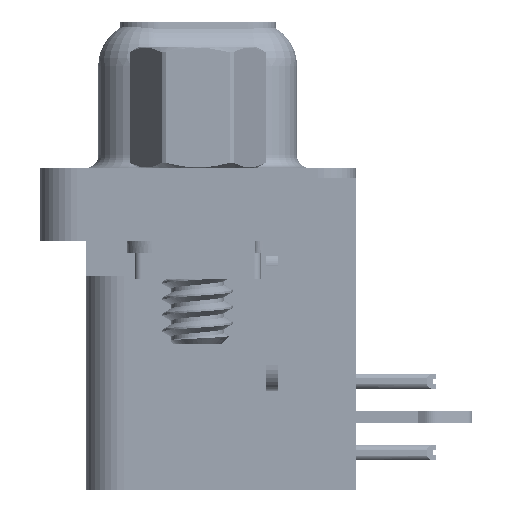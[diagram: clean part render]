
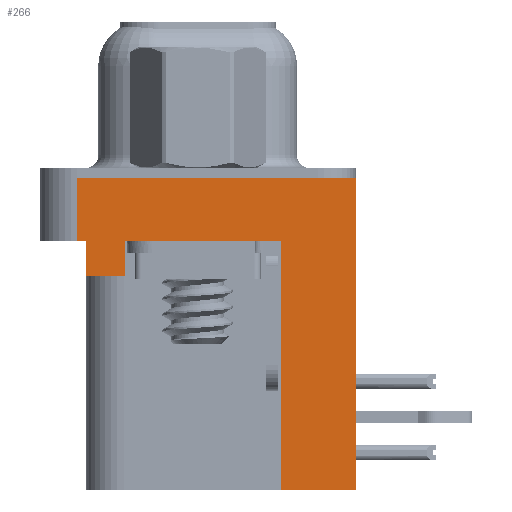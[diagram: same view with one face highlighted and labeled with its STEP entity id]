
A CAD part, left-side view. The second image highlights one B-rep face of the part: STEP entity #266.
In plain terms, the highlighted planar face has unit normal (-1, 0, 0).
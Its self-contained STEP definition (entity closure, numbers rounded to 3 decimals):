
#103 = VECTOR ( 'NONE', #21762, 1000. ) ;
#266 = ADVANCED_FACE ( 'NONE', ( #4613 ), #13901, .T. ) ;
#1059 = VECTOR ( 'NONE', #42304, 1000. ) ;
#1644 = DIRECTION ( 'NONE',  ( 0., -1., 0. ) ) ;
#1905 = VECTOR ( 'NONE', #1644, 1000. ) ;
#2627 = CARTESIAN_POINT ( 'NONE',  ( -2.91, -6.275, -12.4 ) ) ;
#3872 = CARTESIAN_POINT ( 'NONE',  ( -2.91, 4.425, -3.9 ) ) ;
#4047 = VERTEX_POINT ( 'NONE', #30134 ) ;
#4613 = FACE_OUTER_BOUND ( 'NONE', #24012, .T. ) ;
#5021 = LINE ( 'NONE', #14503, #23309 ) ;
#5819 = LINE ( 'NONE', #18957, #103 ) ;
#5841 = EDGE_CURVE ( 'NONE', #37265, #10203, #36245, .T. ) ;
#6008 = VERTEX_POINT ( 'NONE', #40301 ) ;
#6062 = CARTESIAN_POINT ( 'NONE',  ( -2.91, -3.295, -12.4 ) ) ;
#6240 = ORIENTED_EDGE ( 'NONE', *, *, #24255, .F. ) ;
#6640 = LINE ( 'NONE', #16347, #29951 ) ;
#6938 = VECTOR ( 'NONE', #38768, 1000. ) ;
#7029 = CARTESIAN_POINT ( 'NONE',  ( -2.91, 4.775, -2.5 ) ) ;
#7413 = CARTESIAN_POINT ( 'NONE',  ( -2.91, -6.275, -2.5 ) ) ;
#9243 = VERTEX_POINT ( 'NONE', #10776 ) ;
#9600 = LINE ( 'NONE', #15849, #1059 ) ;
#10203 = VERTEX_POINT ( 'NONE', #6062 ) ;
#10246 = CARTESIAN_POINT ( 'NONE',  ( -2.91, -6.275, -2.5 ) ) ;
#10776 = CARTESIAN_POINT ( 'NONE',  ( -2.91, 4.425, -2.5 ) ) ;
#10975 = CARTESIAN_POINT ( 'NONE',  ( -2.91, 4.775, 0. ) ) ;
#11079 = LINE ( 'NONE', #7413, #21297 ) ;
#13035 = VECTOR ( 'NONE', #23346, 1000. ) ;
#13374 = CARTESIAN_POINT ( 'NONE',  ( -2.91, -6.275, 0. ) ) ;
#13819 = VECTOR ( 'NONE', #30792, 1000. ) ;
#13901 = PLANE ( 'NONE',  #23867 ) ;
#13913 = EDGE_CURVE ( 'NONE', #40880, #32147, #36518, .T. ) ;
#14503 = CARTESIAN_POINT ( 'NONE',  ( -2.91, 2.895, -3.9 ) ) ;
#15849 = CARTESIAN_POINT ( 'NONE',  ( -2.91, 4.425, -3.9 ) ) ;
#16347 = CARTESIAN_POINT ( 'NONE',  ( -2.91, -3.295, -12.4 ) ) ;
#16723 = VECTOR ( 'NONE', #23622, 1000. ) ;
#17572 = ORIENTED_EDGE ( 'NONE', *, *, #13913, .F. ) ;
#17597 = LINE ( 'NONE', #31156, #1905 ) ;
#18661 = ORIENTED_EDGE ( 'NONE', *, *, #35010, .T. ) ;
#18957 = CARTESIAN_POINT ( 'NONE',  ( -2.91, -6.275, -2.5 ) ) ;
#19840 = LINE ( 'NONE', #3872, #13819 ) ;
#19919 = ORIENTED_EDGE ( 'NONE', *, *, #28331, .T. ) ;
#20314 = EDGE_CURVE ( 'NONE', #40880, #9243, #5819, .T. ) ;
#21276 = CARTESIAN_POINT ( 'NONE',  ( -2.91, 4.775, -2.5 ) ) ;
#21297 = VECTOR ( 'NONE', #23599, 1000. ) ;
#21376 = VERTEX_POINT ( 'NONE', #32798 ) ;
#21620 = DIRECTION ( 'NONE',  ( 0., 0., 1. ) ) ;
#21762 = DIRECTION ( 'NONE',  ( 0., -1., 0. ) ) ;
#23309 = VECTOR ( 'NONE', #21620, 1000. ) ;
#23346 = DIRECTION ( 'NONE',  ( 0., 1., 0. ) ) ;
#23599 = DIRECTION ( 'NONE',  ( 0., 0., 1. ) ) ;
#23622 = DIRECTION ( 'NONE',  ( 0., 0., 1. ) ) ;
#23797 = EDGE_CURVE ( 'NONE', #10203, #24996, #6640, .T. ) ;
#23867 = AXIS2_PLACEMENT_3D ( 'NONE', #10246, #27468, #27256 ) ;
#24012 = EDGE_LOOP ( 'NONE', ( #27226, #17572, #38511, #6240, #27329, #18661, #19919, #24439, #24775, #34125 ) ) ;
#24255 = EDGE_CURVE ( 'NONE', #4047, #9243, #9600, .T. ) ;
#24348 = EDGE_CURVE ( 'NONE', #37265, #6008, #11079, .T. ) ;
#24439 = ORIENTED_EDGE ( 'NONE', *, *, #23797, .F. ) ;
#24775 = ORIENTED_EDGE ( 'NONE', *, *, #5841, .F. ) ;
#24996 = VERTEX_POINT ( 'NONE', #41122 ) ;
#26256 = DIRECTION ( 'NONE',  ( 0., 0., 1. ) ) ;
#26448 = EDGE_CURVE ( 'NONE', #32147, #6008, #29752, .T. ) ;
#26488 = EDGE_CURVE ( 'NONE', #21376, #4047, #19840, .T. ) ;
#26576 = CARTESIAN_POINT ( 'NONE',  ( -2.91, -3.295, -12.4 ) ) ;
#27226 = ORIENTED_EDGE ( 'NONE', *, *, #26448, .F. ) ;
#27256 = DIRECTION ( 'NONE',  ( 0., 0., 1. ) ) ;
#27329 = ORIENTED_EDGE ( 'NONE', *, *, #26488, .F. ) ;
#27468 = DIRECTION ( 'NONE',  ( -1., 0., 0. ) ) ;
#28331 = EDGE_CURVE ( 'NONE', #35874, #24996, #17597, .T. ) ;
#29752 = LINE ( 'NONE', #13374, #6938 ) ;
#29951 = VECTOR ( 'NONE', #26256, 1000. ) ;
#30134 = CARTESIAN_POINT ( 'NONE',  ( -2.91, 4.425, -3.9 ) ) ;
#30792 = DIRECTION ( 'NONE',  ( 0., 1., 0. ) ) ;
#31156 = CARTESIAN_POINT ( 'NONE',  ( -2.91, -6.275, -2.5 ) ) ;
#32147 = VERTEX_POINT ( 'NONE', #10975 ) ;
#32798 = CARTESIAN_POINT ( 'NONE',  ( -2.91, 2.895, -3.9 ) ) ;
#34125 = ORIENTED_EDGE ( 'NONE', *, *, #24348, .T. ) ;
#35010 = EDGE_CURVE ( 'NONE', #21376, #35874, #5021, .T. ) ;
#35874 = VERTEX_POINT ( 'NONE', #39076 ) ;
#36245 = LINE ( 'NONE', #26576, #13035 ) ;
#36518 = LINE ( 'NONE', #7029, #16723 ) ;
#37265 = VERTEX_POINT ( 'NONE', #2627 ) ;
#38511 = ORIENTED_EDGE ( 'NONE', *, *, #20314, .T. ) ;
#38768 = DIRECTION ( 'NONE',  ( 0., -1., 0. ) ) ;
#39076 = CARTESIAN_POINT ( 'NONE',  ( -2.91, 2.895, -2.5 ) ) ;
#40301 = CARTESIAN_POINT ( 'NONE',  ( -2.91, -6.275, 0. ) ) ;
#40880 = VERTEX_POINT ( 'NONE', #21276 ) ;
#41122 = CARTESIAN_POINT ( 'NONE',  ( -2.91, -3.295, -2.5 ) ) ;
#42304 = DIRECTION ( 'NONE',  ( 0., 0., 1. ) ) ;
